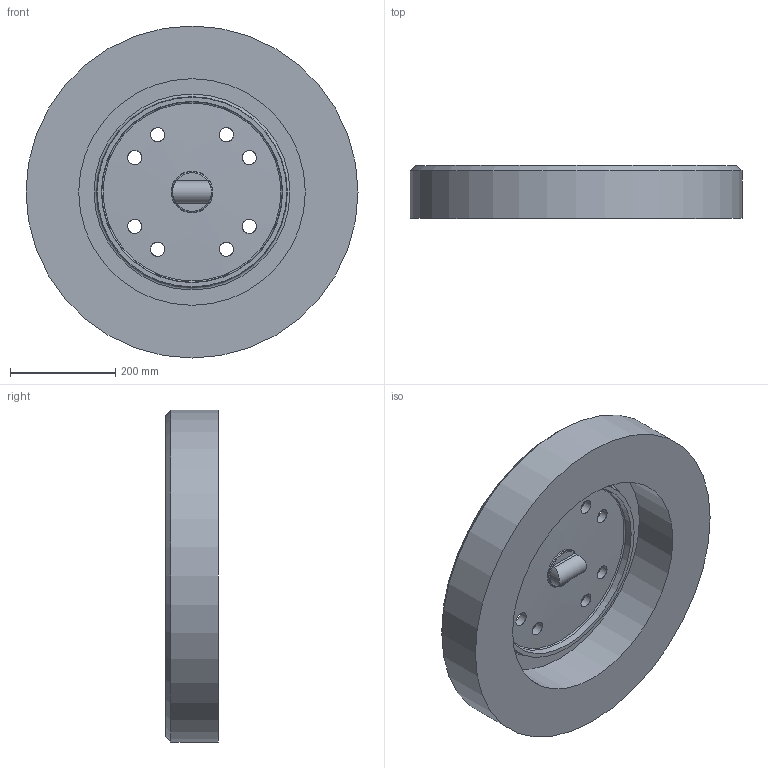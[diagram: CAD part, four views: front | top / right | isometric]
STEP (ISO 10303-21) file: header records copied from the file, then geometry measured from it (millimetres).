
FILE_DESCRIPTION(/* description */ (''),/* implementation_level */ '2;1');
FILE_NAME(/* name */ '660520z.stp',/* time_stamp */ '2024-11-12T11:54:34+01:00',/* author */ ('corinna'),/* organization */ (''),/* preprocessor_version */ 'ST-DEVELOPER v20',/* originating_system */ 'Autodesk Inventor 2024',/* authorisation */ '');
FILE_SCHEMA (('AUTOMOTIVE_DESIGN { 1 0 10303 214 3 1 1 }'));
Length unit declared in the file: millimetre
Products named in the file (3): 660520z; 660520z Betonkranz; 660520z Schachtabdeckung
Assembly tree (2 placements, depth 2):
  660520z
    660520z Betonkranz
    660520z Schachtabdeckung
Bounding box: 630 x 100 x 630 mm (x, y, z)
Volume: 18744469.5 mm3; surface area: 1181727.6 mm2
Topology: 2 solids, 2 shells, 482 faces, 1199 edges, 801 vertices
Faces by surface type: plane 393, cylinder 78, cone 6, torus 4, sphere 1
Full cylindrical faces by diameter (mm): 11 x2, 18 x2, 27 x8, 430 x1, 630 x1
Entity records: 14684 total; most frequent: CARTESIAN_POINT 2827, ORIENTED_EDGE 2398, DIRECTION 2358, EDGE_CURVE 1199, LINE 974, VECTOR 974, VERTEX_POINT 801, AXIS2_PLACEMENT_3D 692
